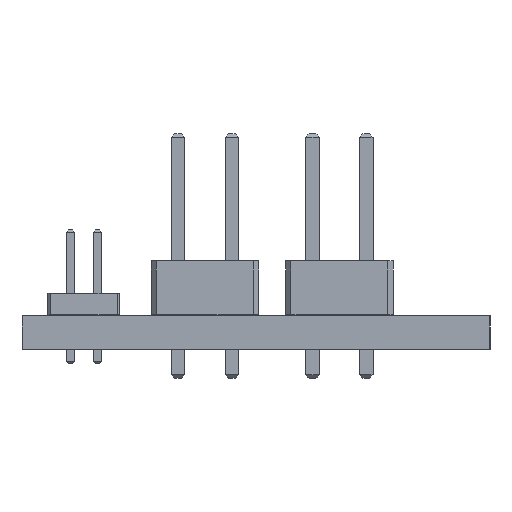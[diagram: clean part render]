
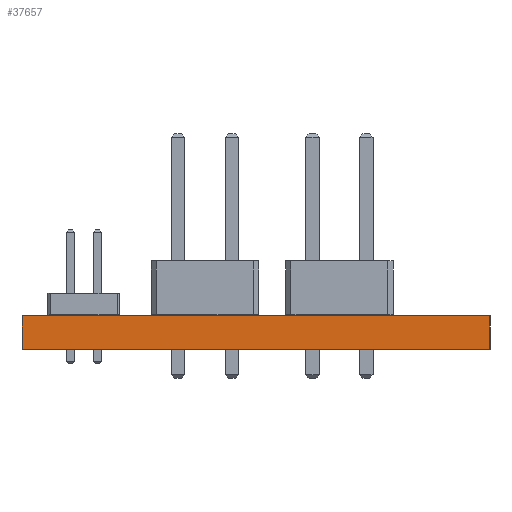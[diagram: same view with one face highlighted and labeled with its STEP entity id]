
A CAD part, left-side view. The second image highlights one B-rep face of the part: STEP entity #37657.
In plain terms, the highlighted planar face has unit normal (-1, 0, 0).
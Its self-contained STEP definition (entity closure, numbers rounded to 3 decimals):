
#37657 = ADVANCED_FACE('',(#37658),#37672,.F.);
#37658 = FACE_BOUND('',#37659,.F.);
#37659 = EDGE_LOOP('',(#37660,#37695,#37723,#37751));
#37660 = ORIENTED_EDGE('',*,*,#37661,.T.);
#37661 = EDGE_CURVE('',#37662,#37664,#37666,.T.);
#37662 = VERTEX_POINT('',#37663);
#37663 = CARTESIAN_POINT('',(-11.938,11.049,0.));
#37664 = VERTEX_POINT('',#37665);
#37665 = CARTESIAN_POINT('',(-11.938,11.049,1.6));
#37666 = SURFACE_CURVE('',#37667,(#37671,#37683),.PCURVE_S1.);
#37667 = LINE('',#37668,#37669);
#37668 = CARTESIAN_POINT('',(-11.938,11.049,0.));
#37669 = VECTOR('',#37670,1.);
#37670 = DIRECTION('',(0.,0.,1.));
#37671 = PCURVE('',#37672,#37677);
#37672 = PLANE('',#37673);
#37673 = AXIS2_PLACEMENT_3D('',#37674,#37675,#37676);
#37674 = CARTESIAN_POINT('',(-11.938,11.049,0.));
#37675 = DIRECTION('',(1.,0.,-0.));
#37676 = DIRECTION('',(0.,-1.,0.));
#37677 = DEFINITIONAL_REPRESENTATION('',(#37678),#37682);
#37678 = LINE('',#37679,#37680);
#37679 = CARTESIAN_POINT('',(0.,0.));
#37680 = VECTOR('',#37681,1.);
#37681 = DIRECTION('',(0.,-1.));
#37682 = ( GEOMETRIC_REPRESENTATION_CONTEXT(2) 
PARAMETRIC_REPRESENTATION_CONTEXT() REPRESENTATION_CONTEXT('2D SPACE',''
  ) );
#37683 = PCURVE('',#37684,#37689);
#37684 = PLANE('',#37685);
#37685 = AXIS2_PLACEMENT_3D('',#37686,#37687,#37688);
#37686 = CARTESIAN_POINT('',(11.938,11.049,0.));
#37687 = DIRECTION('',(0.,-1.,0.));
#37688 = DIRECTION('',(-1.,0.,0.));
#37689 = DEFINITIONAL_REPRESENTATION('',(#37690),#37694);
#37690 = LINE('',#37691,#37692);
#37691 = CARTESIAN_POINT('',(23.876,0.));
#37692 = VECTOR('',#37693,1.);
#37693 = DIRECTION('',(0.,-1.));
#37694 = ( GEOMETRIC_REPRESENTATION_CONTEXT(2) 
PARAMETRIC_REPRESENTATION_CONTEXT() REPRESENTATION_CONTEXT('2D SPACE',''
  ) );
#37695 = ORIENTED_EDGE('',*,*,#37696,.T.);
#37696 = EDGE_CURVE('',#37664,#37697,#37699,.T.);
#37697 = VERTEX_POINT('',#37698);
#37698 = CARTESIAN_POINT('',(-11.938,-11.049,1.6));
#37699 = SURFACE_CURVE('',#37700,(#37704,#37711),.PCURVE_S1.);
#37700 = LINE('',#37701,#37702);
#37701 = CARTESIAN_POINT('',(-11.938,11.049,1.6));
#37702 = VECTOR('',#37703,1.);
#37703 = DIRECTION('',(0.,-1.,0.));
#37704 = PCURVE('',#37672,#37705);
#37705 = DEFINITIONAL_REPRESENTATION('',(#37706),#37710);
#37706 = LINE('',#37707,#37708);
#37707 = CARTESIAN_POINT('',(0.,-1.6));
#37708 = VECTOR('',#37709,1.);
#37709 = DIRECTION('',(1.,0.));
#37710 = ( GEOMETRIC_REPRESENTATION_CONTEXT(2) 
PARAMETRIC_REPRESENTATION_CONTEXT() REPRESENTATION_CONTEXT('2D SPACE',''
  ) );
#37711 = PCURVE('',#37712,#37717);
#37712 = PLANE('',#37713);
#37713 = AXIS2_PLACEMENT_3D('',#37714,#37715,#37716);
#37714 = CARTESIAN_POINT('',(0.,0.,1.6));
#37715 = DIRECTION('',(0.,0.,1.));
#37716 = DIRECTION('',(1.,0.,-0.));
#37717 = DEFINITIONAL_REPRESENTATION('',(#37718),#37722);
#37718 = LINE('',#37719,#37720);
#37719 = CARTESIAN_POINT('',(-11.938,11.049));
#37720 = VECTOR('',#37721,1.);
#37721 = DIRECTION('',(0.,-1.));
#37722 = ( GEOMETRIC_REPRESENTATION_CONTEXT(2) 
PARAMETRIC_REPRESENTATION_CONTEXT() REPRESENTATION_CONTEXT('2D SPACE',''
  ) );
#37723 = ORIENTED_EDGE('',*,*,#37724,.F.);
#37724 = EDGE_CURVE('',#37725,#37697,#37727,.T.);
#37725 = VERTEX_POINT('',#37726);
#37726 = CARTESIAN_POINT('',(-11.938,-11.049,0.));
#37727 = SURFACE_CURVE('',#37728,(#37732,#37739),.PCURVE_S1.);
#37728 = LINE('',#37729,#37730);
#37729 = CARTESIAN_POINT('',(-11.938,-11.049,0.));
#37730 = VECTOR('',#37731,1.);
#37731 = DIRECTION('',(0.,0.,1.));
#37732 = PCURVE('',#37672,#37733);
#37733 = DEFINITIONAL_REPRESENTATION('',(#37734),#37738);
#37734 = LINE('',#37735,#37736);
#37735 = CARTESIAN_POINT('',(22.098,0.));
#37736 = VECTOR('',#37737,1.);
#37737 = DIRECTION('',(0.,-1.));
#37738 = ( GEOMETRIC_REPRESENTATION_CONTEXT(2) 
PARAMETRIC_REPRESENTATION_CONTEXT() REPRESENTATION_CONTEXT('2D SPACE',''
  ) );
#37739 = PCURVE('',#37740,#37745);
#37740 = PLANE('',#37741);
#37741 = AXIS2_PLACEMENT_3D('',#37742,#37743,#37744);
#37742 = CARTESIAN_POINT('',(-11.938,-11.049,0.));
#37743 = DIRECTION('',(0.,1.,0.));
#37744 = DIRECTION('',(1.,0.,0.));
#37745 = DEFINITIONAL_REPRESENTATION('',(#37746),#37750);
#37746 = LINE('',#37747,#37748);
#37747 = CARTESIAN_POINT('',(0.,0.));
#37748 = VECTOR('',#37749,1.);
#37749 = DIRECTION('',(0.,-1.));
#37750 = ( GEOMETRIC_REPRESENTATION_CONTEXT(2) 
PARAMETRIC_REPRESENTATION_CONTEXT() REPRESENTATION_CONTEXT('2D SPACE',''
  ) );
#37751 = ORIENTED_EDGE('',*,*,#37752,.F.);
#37752 = EDGE_CURVE('',#37662,#37725,#37753,.T.);
#37753 = SURFACE_CURVE('',#37754,(#37758,#37765),.PCURVE_S1.);
#37754 = LINE('',#37755,#37756);
#37755 = CARTESIAN_POINT('',(-11.938,11.049,0.));
#37756 = VECTOR('',#37757,1.);
#37757 = DIRECTION('',(0.,-1.,0.));
#37758 = PCURVE('',#37672,#37759);
#37759 = DEFINITIONAL_REPRESENTATION('',(#37760),#37764);
#37760 = LINE('',#37761,#37762);
#37761 = CARTESIAN_POINT('',(0.,0.));
#37762 = VECTOR('',#37763,1.);
#37763 = DIRECTION('',(1.,0.));
#37764 = ( GEOMETRIC_REPRESENTATION_CONTEXT(2) 
PARAMETRIC_REPRESENTATION_CONTEXT() REPRESENTATION_CONTEXT('2D SPACE',''
  ) );
#37765 = PCURVE('',#37766,#37771);
#37766 = PLANE('',#37767);
#37767 = AXIS2_PLACEMENT_3D('',#37768,#37769,#37770);
#37768 = CARTESIAN_POINT('',(0.,0.,0.));
#37769 = DIRECTION('',(0.,0.,1.));
#37770 = DIRECTION('',(1.,0.,-0.));
#37771 = DEFINITIONAL_REPRESENTATION('',(#37772),#37776);
#37772 = LINE('',#37773,#37774);
#37773 = CARTESIAN_POINT('',(-11.938,11.049));
#37774 = VECTOR('',#37775,1.);
#37775 = DIRECTION('',(0.,-1.));
#37776 = ( GEOMETRIC_REPRESENTATION_CONTEXT(2) 
PARAMETRIC_REPRESENTATION_CONTEXT() REPRESENTATION_CONTEXT('2D SPACE',''
  ) );
